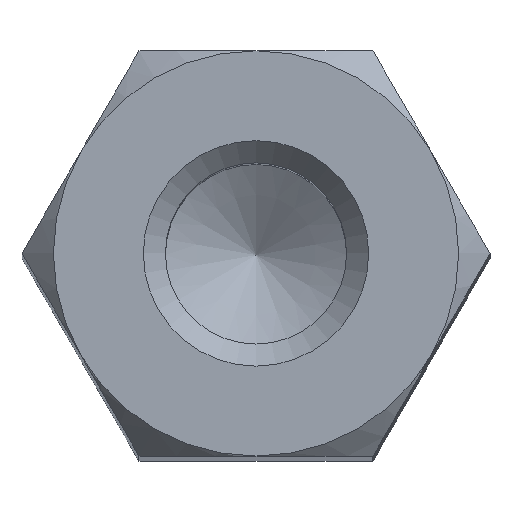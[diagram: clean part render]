
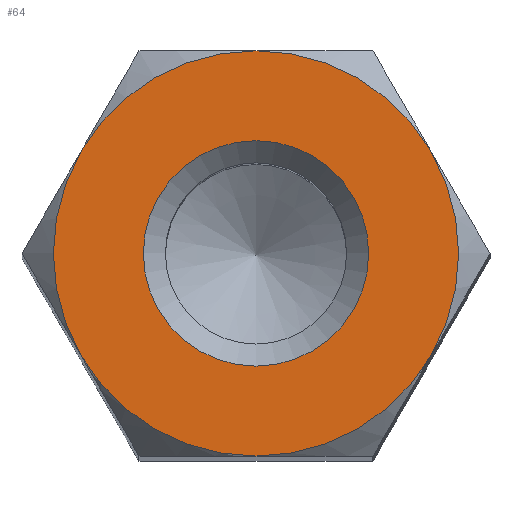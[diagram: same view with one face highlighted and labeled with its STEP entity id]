
A CAD part, top view. The second image highlights one B-rep face of the part: STEP entity #64.
In plain terms, the highlighted planar face has unit normal (0, 0, 1).
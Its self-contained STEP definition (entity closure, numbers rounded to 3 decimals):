
#64 = ADVANCED_FACE( '', ( #145, #146 ), #147, .T. );
#145 = FACE_BOUND( '', #246, .T. );
#146 = FACE_OUTER_BOUND( '', #247, .T. );
#147 = PLANE( '', #248 );
#246 = EDGE_LOOP( '', ( #364 ) );
#247 = EDGE_LOOP( '', ( #365, #366, #367, #368, #369, #370 ) );
#248 = AXIS2_PLACEMENT_3D( '', #371, #372, #373 );
#364 = ORIENTED_EDGE( '', *, *, #559, .T. );
#365 = ORIENTED_EDGE( '', *, *, #540, .F. );
#366 = ORIENTED_EDGE( '', *, *, #560, .F. );
#367 = ORIENTED_EDGE( '', *, *, #561, .F. );
#368 = ORIENTED_EDGE( '', *, *, #543, .T. );
#369 = ORIENTED_EDGE( '', *, *, #562, .F. );
#370 = ORIENTED_EDGE( '', *, *, #563, .F. );
#371 = CARTESIAN_POINT( '', ( 0., 0., 20. ) );
#372 = DIRECTION( '', ( 0., 0., 1. ) );
#373 = DIRECTION( '', ( 1., 0., 0. ) );
#540 = EDGE_CURVE( '', #622, #625, #626, .F. );
#543 = EDGE_CURVE( '', #629, #630, #631, .T. );
#559 = EDGE_CURVE( '', #657, #657, #658, .T. );
#560 = EDGE_CURVE( '', #659, #622, #660, .F. );
#561 = EDGE_CURVE( '', #629, #659, #661, .F. );
#562 = EDGE_CURVE( '', #646, #630, #662, .F. );
#563 = EDGE_CURVE( '', #625, #646, #663, .F. );
#622 = VERTEX_POINT( '', #744 );
#625 = VERTEX_POINT( '', #752 );
#626 = CIRCLE( '', #753, 2.75 );
#629 = VERTEX_POINT( '', #763 );
#630 = VERTEX_POINT( '', #764 );
#631 = CIRCLE( '', #765, 2.75 );
#646 = VERTEX_POINT( '', #800 );
#657 = VERTEX_POINT( '', #829 );
#658 = CIRCLE( '', #830, 1.53 );
#659 = VERTEX_POINT( '', #831 );
#660 = CIRCLE( '', #832, 2.75 );
#661 = CIRCLE( '', #833, 2.75 );
#662 = CIRCLE( '', #834, 2.75 );
#663 = CIRCLE( '', #835, 2.75 );
#744 = CARTESIAN_POINT( '', ( 2.382, -1.375, 20. ) );
#752 = CARTESIAN_POINT( '', ( 0., -2.75, 20. ) );
#753 = AXIS2_PLACEMENT_3D( '', #995, #996, #997 );
#763 = CARTESIAN_POINT( '', ( 0., 2.75, 20. ) );
#764 = CARTESIAN_POINT( '', ( -2.382, 1.375, 20. ) );
#765 = AXIS2_PLACEMENT_3D( '', #998, #999, #1000 );
#800 = CARTESIAN_POINT( '', ( -2.382, -1.375, 20. ) );
#829 = CARTESIAN_POINT( '', ( 0., 1.53, 20. ) );
#830 = AXIS2_PLACEMENT_3D( '', #1012, #1013, #1014 );
#831 = CARTESIAN_POINT( '', ( 2.382, 1.375, 20. ) );
#832 = AXIS2_PLACEMENT_3D( '', #1015, #1016, #1017 );
#833 = AXIS2_PLACEMENT_3D( '', #1018, #1019, #1020 );
#834 = AXIS2_PLACEMENT_3D( '', #1021, #1022, #1023 );
#835 = AXIS2_PLACEMENT_3D( '', #1024, #1025, #1026 );
#995 = CARTESIAN_POINT( '', ( 0., 0., 20. ) );
#996 = DIRECTION( '', ( 0., 0., 1. ) );
#997 = DIRECTION( '', ( 1., 0., 0. ) );
#998 = CARTESIAN_POINT( '', ( 0., 0., 20. ) );
#999 = DIRECTION( '', ( 0., 0., 1. ) );
#1000 = DIRECTION( '', ( 1., 0., 0. ) );
#1012 = CARTESIAN_POINT( '', ( 0., 0., 20. ) );
#1013 = DIRECTION( '', ( 0., 0., -1. ) );
#1014 = DIRECTION( '', ( 0., 1., 0. ) );
#1015 = CARTESIAN_POINT( '', ( 0., 0., 20. ) );
#1016 = DIRECTION( '', ( 0., 0., 1. ) );
#1017 = DIRECTION( '', ( 1., 0., 0. ) );
#1018 = CARTESIAN_POINT( '', ( 0., 0., 20. ) );
#1019 = DIRECTION( '', ( 0., 0., 1. ) );
#1020 = DIRECTION( '', ( 1., 0., 0. ) );
#1021 = CARTESIAN_POINT( '', ( 0., 0., 20. ) );
#1022 = DIRECTION( '', ( 0., 0., 1. ) );
#1023 = DIRECTION( '', ( 1., 0., 0. ) );
#1024 = CARTESIAN_POINT( '', ( 0., 0., 20. ) );
#1025 = DIRECTION( '', ( 0., 0., 1. ) );
#1026 = DIRECTION( '', ( 1., 0., 0. ) );
